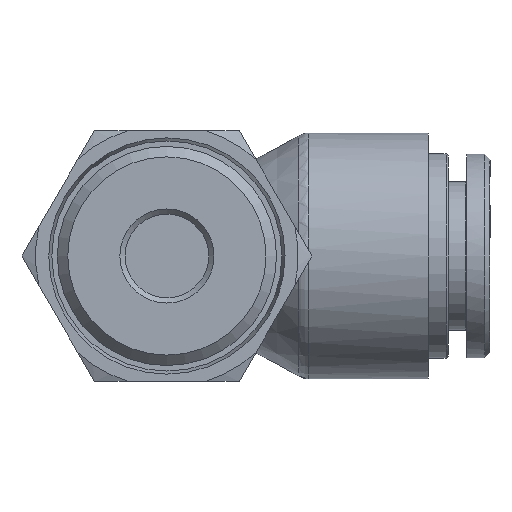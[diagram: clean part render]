
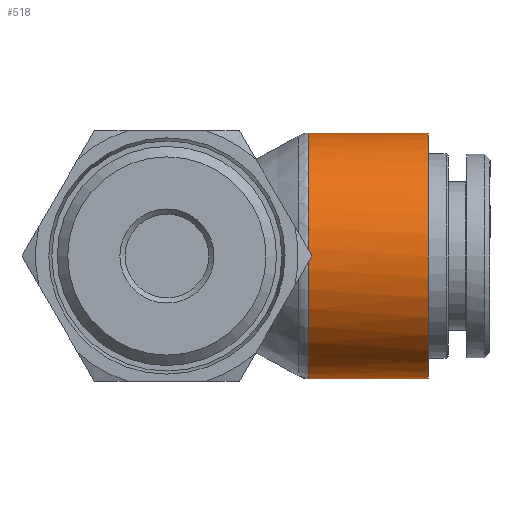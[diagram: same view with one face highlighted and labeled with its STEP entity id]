
A CAD part, front view. The second image highlights one B-rep face of the part: STEP entity #518.
In plain terms, the highlighted cylindrical face has radius 11.75 mm (diameter 23.5 mm), a full revolution.
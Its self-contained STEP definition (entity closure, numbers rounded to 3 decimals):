
#325=CARTESIAN_POINT('',(13.514,11.75,0.));
#326=VERTEX_POINT('',#325);
#327=CARTESIAN_POINT('',(13.514,0.,0.0));
#328=DIRECTION('',(-1.0,0.0,0.0));
#329=DIRECTION('',(0.0,-1.0,0.0));
#330=AXIS2_PLACEMENT_3D('',#327,#328,#329);
#331=CIRCLE('',#330,11.75);
#332=EDGE_CURVE('',#326,#326,#331,.T.);
#499=CARTESIAN_POINT('',(19.0,0.,0.0));
#500=DIRECTION('',(1.0,0.,0.0));
#501=DIRECTION('',(0.0,1.0,0.0));
#502=AXIS2_PLACEMENT_3D('',#499,#500,#501);
#503=CYLINDRICAL_SURFACE('',#502,11.75);
#504=CARTESIAN_POINT('',(25.0,11.75,0.0));
#505=VERTEX_POINT('',#504);
#506=CARTESIAN_POINT('',(25.0,0.,0.0));
#507=DIRECTION('',(1.0,0.0,0.0));
#508=DIRECTION('',(0.0,1.0,0.0));
#509=AXIS2_PLACEMENT_3D('',#506,#507,#508);
#510=CIRCLE('',#509,11.75);
#511=EDGE_CURVE('',#505,#505,#510,.T.);
#512=ORIENTED_EDGE('',*,*,#511,.F.);
#513=EDGE_LOOP('',(#512));
#514=FACE_OUTER_BOUND('',#513,.T.);
#515=ORIENTED_EDGE('',*,*,#332,.F.);
#516=EDGE_LOOP('',(#515));
#517=FACE_BOUND('',#516,.T.);
#518=ADVANCED_FACE('',(#514,#517),#503,.T.);
